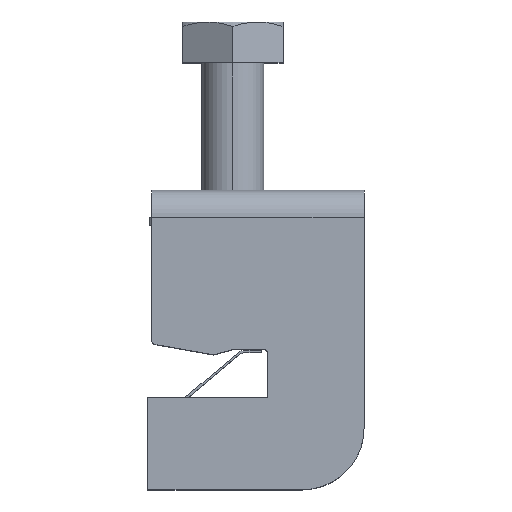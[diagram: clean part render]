
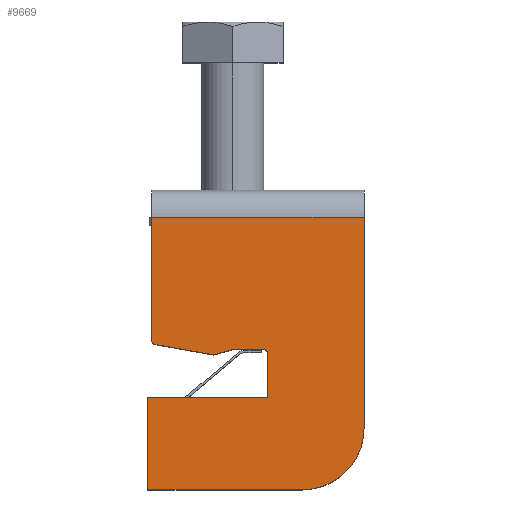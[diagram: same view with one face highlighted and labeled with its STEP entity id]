
A CAD part, top view. The second image highlights one B-rep face of the part: STEP entity #9669.
In plain terms, the highlighted planar face has unit normal (0, 0, 1).
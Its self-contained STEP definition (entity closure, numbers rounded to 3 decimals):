
#4878=DIRECTION('',(0.,1.,0.));
#4879=VECTOR('',#4878,15.994);
#4880=CARTESIAN_POINT('',(-27.552,7.454,21.582));
#4881=LINE('',#4880,#4879);
#4885=DIRECTION('',(0.,-1.,0.));
#4886=VECTOR('',#4885,27.3);
#4887=CARTESIAN_POINT('',(-0.052,23.448,
21.582));
#4888=LINE('',#4887,#4886);
#4892=CARTESIAN_POINT('',(-8.052,-3.852,
21.582));
#4893=DIRECTION('',(0.,0.,-1.));
#4894=DIRECTION('',(1.,0.,0.));
#4895=AXIS2_PLACEMENT_3D('',#4892,#4893,#4894);
#4900=CARTESIAN_POINT('',(-8.052,-3.852,
21.582));
#4901=DIRECTION('',(0.,0.,-1.));
#4902=DIRECTION('',(0.707,-0.707,0.));
#4903=AXIS2_PLACEMENT_3D('',#4900,#4901,#4902);
#4908=DIRECTION('',(-1.,0.,0.));
#4909=VECTOR('',#4908,20.);
#4910=CARTESIAN_POINT('',(-8.052,-11.852,
21.582));
#4911=LINE('',#4910,#4909);
#4915=DIRECTION('',(0.,1.,0.));
#4916=VECTOR('',#4915,11.943);
#4917=CARTESIAN_POINT('',(-28.052,-11.852,
21.582));
#4918=LINE('',#4917,#4916);
#4922=DIRECTION('',(1.,0.,0.));
#4923=VECTOR('',#4922,15.499);
#4924=CARTESIAN_POINT('',(-28.052,0.091,
21.582));
#4925=LINE('',#4924,#4923);
#4929=CARTESIAN_POINT('',(-13.052,0.121,
21.582));
#4930=DIRECTION('',(0.,0.,1.));
#4931=DIRECTION('',(0.998,-0.061,0.));
#4932=AXIS2_PLACEMENT_3D('',#4929,#4930,#4931);
#4937=DIRECTION('',(0.,1.,0.));
#4938=VECTOR('',#4937,5.7);
#4939=CARTESIAN_POINT('',(-12.552,0.121,
21.582));
#4940=LINE('',#4939,#4938);
#4944=CARTESIAN_POINT('',(-13.052,5.821,21.582));
#4945=DIRECTION('',(0.,0.,1.));
#4946=DIRECTION('',(1.,0.,0.));
#4947=AXIS2_PLACEMENT_3D('',#4944,#4945,#4946);
#4952=CARTESIAN_POINT('',(-13.052,5.821,21.582));
#4953=DIRECTION('',(0.,0.,1.));
#4954=DIRECTION('',(0.707,0.707,0.));
#4955=AXIS2_PLACEMENT_3D('',#4952,#4953,#4954);
#4960=DIRECTION('',(-1.,0.,0.));
#4961=VECTOR('',#4960,3.895);
#4962=CARTESIAN_POINT('',(-13.052,6.321,21.582));
#4963=LINE('',#4962,#4961);
#4967=DIRECTION('',(-0.966,-0.259,0.));
#4968=VECTOR('',#4967,2.697);
#4969=CARTESIAN_POINT('',(-16.948,6.321,21.582));
#4970=LINE('',#4969,#4968);
#4974=DIRECTION('',(-0.985,0.174,0.));
#4975=VECTOR('',#4974,7.704);
#4976=CARTESIAN_POINT('',(-19.552,5.624,21.582));
#4977=LINE('',#4976,#4975);
#4981=CARTESIAN_POINT('',(-27.052,7.454,21.582));
#4982=DIRECTION('',(0.,0.,-1.));
#4983=DIRECTION('',(-0.174,-0.985,0.));
#4984=AXIS2_PLACEMENT_3D('',#4981,#4982,#4983);
#4989=CARTESIAN_POINT('',(-27.052,7.454,21.582));
#4990=DIRECTION('',(0.,0.,-1.));
#4991=DIRECTION('',(-0.766,-0.643,0.));
#4992=AXIS2_PLACEMENT_3D('',#4989,#4990,#4991);
#4997=DIRECTION('',(-1.,0.,0.));
#4998=VECTOR('',#4997,27.5);
#4999=CARTESIAN_POINT('',(-0.052,23.448,
21.582));
#5000=LINE('',#4999,#4998);
#6817=CARTESIAN_POINT('',(-12.553,0.091,
21.582));
#6819=VERTEX_POINT('',#6817);
#6821=CARTESIAN_POINT('',(-28.052,0.091,
21.582));
#6822=VERTEX_POINT('',#6821);
#6827=CARTESIAN_POINT('',(-12.552,0.121,
21.582));
#6828=VERTEX_POINT('',#6827);
#7040=CARTESIAN_POINT('',(-27.552,23.448,21.582));
#7042=VERTEX_POINT('',#7040);
#7043=CARTESIAN_POINT('',(-27.552,7.454,21.582));
#7044=VERTEX_POINT('',#7043);
#7183=CARTESIAN_POINT('',(-0.052,-3.852,
21.582));
#7184=VERTEX_POINT('',#7183);
#7185=CARTESIAN_POINT('',(-0.052,23.448,
21.582));
#7186=VERTEX_POINT('',#7185);
#7215=CARTESIAN_POINT('',(-2.396,-9.509,
21.582));
#7216=CARTESIAN_POINT('',(-8.052,-11.852,
21.582));
#7217=VERTEX_POINT('',#7215);
#7218=VERTEX_POINT('',#7216);
#7219=CARTESIAN_POINT('',(-28.052,-11.852,
21.582));
#7220=VERTEX_POINT('',#7219);
#7221=CARTESIAN_POINT('',(-12.552,5.821,21.582));
#7222=VERTEX_POINT('',#7221);
#7223=CARTESIAN_POINT('',(-12.699,6.175,21.582));
#7224=CARTESIAN_POINT('',(-13.052,6.321,21.582));
#7225=VERTEX_POINT('',#7223);
#7226=VERTEX_POINT('',#7224);
#7227=CARTESIAN_POINT('',(-16.948,6.321,21.582));
#7228=VERTEX_POINT('',#7227);
#7229=CARTESIAN_POINT('',(-19.552,5.624,21.582));
#7230=VERTEX_POINT('',#7229);
#7231=CARTESIAN_POINT('',(-27.139,6.961,21.582));
#7232=VERTEX_POINT('',#7231);
#7233=CARTESIAN_POINT('',(-27.436,7.132,21.582));
#7234=VERTEX_POINT('',#7233);
#9634=CARTESIAN_POINT('',(-15.825,-6.354,
21.582));
#9635=DIRECTION('',(0.,0.,1.));
#9636=DIRECTION('',(1.,0.,0.));
#9637=AXIS2_PLACEMENT_3D('',#9634,#9635,#9636);
#9638=PLANE('',#9637);
#9639=ORIENTED_EDGE('',*,*,#8375,.T.);
#9641=ORIENTED_EDGE('',*,*,#9640,.F.);
#9642=ORIENTED_EDGE('',*,*,#9310,.T.);
#9643=ORIENTED_EDGE('',*,*,#9617,.T.);
#9644=ORIENTED_EDGE('',*,*,#9615,.T.);
#9646=ORIENTED_EDGE('',*,*,#9645,.T.);
#9648=ORIENTED_EDGE('',*,*,#9647,.T.);
#9649=ORIENTED_EDGE('',*,*,#7567,.T.);
#9650=ORIENTED_EDGE('',*,*,#7596,.T.);
#9652=ORIENTED_EDGE('',*,*,#9651,.T.);
#9654=ORIENTED_EDGE('',*,*,#9653,.T.);
#9656=ORIENTED_EDGE('',*,*,#9655,.T.);
#9658=ORIENTED_EDGE('',*,*,#9657,.T.);
#9660=ORIENTED_EDGE('',*,*,#9659,.T.);
#9662=ORIENTED_EDGE('',*,*,#9661,.T.);
#9664=ORIENTED_EDGE('',*,*,#9663,.T.);
#9666=ORIENTED_EDGE('',*,*,#9665,.T.);
#9667=EDGE_LOOP('',(#9639,#9641,#9642,#9643,#9644,#9646,#9648,#9649,#9650,#9652,
#9654,#9656,#9658,#9660,#9662,#9664,#9666));
#9668=FACE_OUTER_BOUND('',#9667,.F.);
#4896=CIRCLE('',#4895,8.);
#4904=CIRCLE('',#4903,8.);
#4933=CIRCLE('',#4932,0.5);
#4948=CIRCLE('',#4947,0.5);
#4956=CIRCLE('',#4955,0.5);
#4985=CIRCLE('',#4984,0.5);
#4993=CIRCLE('',#4992,0.5);
#7567=EDGE_CURVE('',#6822,#6819,#4925,.T.);
#7596=EDGE_CURVE('',#6819,#6828,#4933,.T.);
#8375=EDGE_CURVE('',#7044,#7042,#4881,.T.);
#9310=EDGE_CURVE('',#7186,#7184,#4888,.T.);
#9615=EDGE_CURVE('',#7217,#7218,#4904,.T.);
#9617=EDGE_CURVE('',#7184,#7217,#4896,.T.);
#9640=EDGE_CURVE('',#7186,#7042,#5000,.T.);
#9645=EDGE_CURVE('',#7218,#7220,#4911,.T.);
#9647=EDGE_CURVE('',#7220,#6822,#4918,.T.);
#9651=EDGE_CURVE('',#6828,#7222,#4940,.T.);
#9653=EDGE_CURVE('',#7222,#7225,#4948,.T.);
#9655=EDGE_CURVE('',#7225,#7226,#4956,.T.);
#9657=EDGE_CURVE('',#7226,#7228,#4963,.T.);
#9659=EDGE_CURVE('',#7228,#7230,#4970,.T.);
#9661=EDGE_CURVE('',#7230,#7232,#4977,.T.);
#9663=EDGE_CURVE('',#7232,#7234,#4985,.T.);
#9665=EDGE_CURVE('',#7234,#7044,#4993,.T.);
#9669=ADVANCED_FACE('',(#9668),#9638,.T.);
